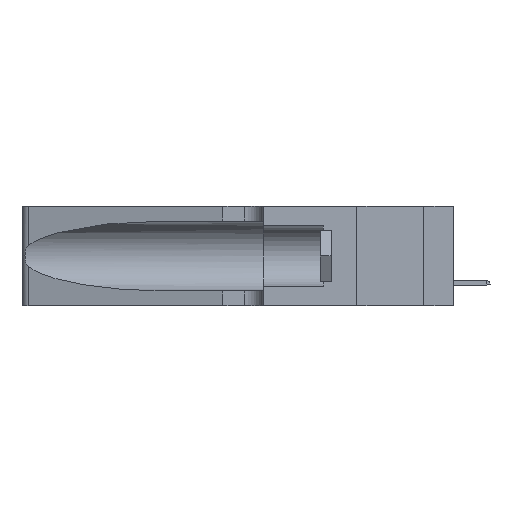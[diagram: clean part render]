
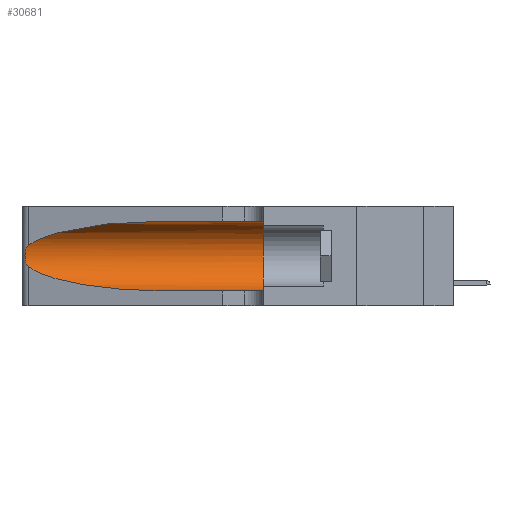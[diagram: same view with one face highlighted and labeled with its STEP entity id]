
A CAD part, left-side view. The second image highlights one B-rep face of the part: STEP entity #30681.
In plain terms, the highlighted cylindrical face has radius 3.308 mm (diameter 6.617 mm), a partial arc.
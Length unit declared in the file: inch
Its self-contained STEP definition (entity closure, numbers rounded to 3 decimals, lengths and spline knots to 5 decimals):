
#2276 = VECTOR ( 'NONE', #35834, 39.37008 ) ;
#2910 = CYLINDRICAL_SURFACE ( 'NONE', #9160, 0.13025 ) ;
#4118 = DIRECTION ( 'NONE',  ( 0., 0., 1. ) ) ;
#4505 = ORIENTED_EDGE ( 'NONE', *, *, #15800, .T. ) ;
#5651 = LINE ( 'NONE', #23311, #23624 ) ;
#5707 = CARTESIAN_POINT ( 'NONE',  ( 0.25487, 1.22718, 0.14631 ) ) ;
#5781 = CARTESIAN_POINT ( 'NONE',  ( 0.25789, 1.23486, 0.15765 ) ) ;
#5895 = VERTEX_POINT ( 'NONE', #23912 ) ;
#6269 = CARTESIAN_POINT ( 'NONE',  ( 0.1305, 0.72297, 0.05475 ) ) ;
#6442 = AXIS2_PLACEMENT_3D ( 'NONE', #7000, #12658, #4118 ) ;
#6510 = VERTEX_POINT ( 'NONE', #33464 ) ;
#6562 = CARTESIAN_POINT ( 'NONE',  ( 0.1305, 1.61858, 0.31525 ) ) ;
#7000 = CARTESIAN_POINT ( 'NONE',  ( 0.1305, 0.35, 0.185 ) ) ;
#7494 = EDGE_CURVE ( 'NONE', #10669, #6510, #17859, .T. ) ;
#8878 = CARTESIAN_POINT ( 'NONE',  ( 0.26075, 1.23896, 0.178 ) ) ;
#9160 = AXIS2_PLACEMENT_3D ( 'NONE', #14596, #17691, #26369 ) ;
#10669 = VERTEX_POINT ( 'NONE', #34420 ) ;
#10796 = EDGE_CURVE ( 'NONE', #10669, #12595, #37315, .T. ) ;
#12029 = CIRCLE ( 'NONE', #6442, 0.13025 ) ;
#12595 = VERTEX_POINT ( 'NONE', #35933 ) ;
#12658 = DIRECTION ( 'NONE',  ( 0., 1., 0. ) ) ;
#12662 = ORIENTED_EDGE ( 'NONE', *, *, #28597, .T. ) ;
#14352 = B_SPLINE_CURVE_WITH_KNOTS ( 'NONE', 3,
 ( #37957, #38169, #26524, #34661, #35248, #37766, #32328, #8878, #19956, #29633, #5781, #20724, #31738, #32524 ),
 .UNSPECIFIED., .F., .F.,
 ( 4, 2, 2, 2, 2, 2, 4 ),
 ( 0., 0.00027, 0.00053, 0.00107, 0.0016, 0.00187, 0.00214 ),
 .UNSPECIFIED. ) ;
#14399 = EDGE_CURVE ( 'NONE', #6510, #30436, #12029, .T. ) ;
#14443 = EDGE_LOOP ( 'NONE', ( #20596, #4505, #12662, #35134, #23980, #29862 ) ) ;
#14596 = CARTESIAN_POINT ( 'NONE',  ( 0.1305, 1.61858, 0.185 ) ) ;
#15800 = EDGE_CURVE ( 'NONE', #12595, #28303, #14352, .T. ) ;
#17691 = DIRECTION ( 'NONE',  ( 0., -1., 0. ) ) ;
#17859 = LINE ( 'NONE', #6562, #2276 ) ;
#19057 = CARTESIAN_POINT ( 'NONE',  ( 0.1305, 0.35, 0.05475 ) ) ;
#19956 = CARTESIAN_POINT ( 'NONE',  ( 0.26017, 1.23833, 0.17102 ) ) ;
#20093 = CARTESIAN_POINT ( 'NONE',  ( 0.18966, 0.96281, 0.31525 ) ) ;
#20596 = ORIENTED_EDGE ( 'NONE', *, *, #10796, .T. ) ;
#20724 = CARTESIAN_POINT ( 'NONE',  ( 0.25639, 1.23186, 0.15144 ) ) ;
#20946 = FACE_OUTER_BOUND ( 'NONE', #14443, .T. ) ;
#21023 = CARTESIAN_POINT ( 'NONE',  ( 0.2373, 1.15595, 0.08982 ) ) ;
#22987 = CARTESIAN_POINT ( 'NONE',  ( 0.1305, 0.72297, 0.31525 ) ) ;
#23311 = CARTESIAN_POINT ( 'NONE',  ( 0.1305, 1.61858, 0.05475 ) ) ;
#23624 = VECTOR ( 'NONE', #31802, 39.37008 ) ;
#23912 = CARTESIAN_POINT ( 'NONE',  ( 0.1305, 0.72297, 0.05475 ) ) ;
#23980 = ORIENTED_EDGE ( 'NONE', *, *, #14399, .F. ) ;
#26270 = CARTESIAN_POINT ( 'NONE',  ( 0.2373, 1.15595, 0.28018 ) ) ;
#26369 = DIRECTION ( 'NONE',  ( 0., 0., -1. ) ) ;
#26524 = CARTESIAN_POINT ( 'NONE',  ( 0.25639, 1.23184, 0.21858 ) ) ;
#28303 = VERTEX_POINT ( 'NONE', #33426 ) ;
#28597 = EDGE_CURVE ( 'NONE', #28303, #5895, #33138, .T. ) ;
#28997 = CARTESIAN_POINT ( 'NONE',  ( 0.25487, 1.22718, 0.22369 ) ) ;
#29633 = CARTESIAN_POINT ( 'NONE',  ( 0.25856, 1.23593, 0.16098 ) ) ;
#29862 = ORIENTED_EDGE ( 'NONE', *, *, #7494, .F. ) ;
#30436 = VERTEX_POINT ( 'NONE', #19057 ) ;
#30681 = ADVANCED_FACE ( 'NONE', ( #20946 ), #2910, .F. ) ;
#31738 = CARTESIAN_POINT ( 'NONE',  ( 0.25555, 1.22993, 0.14849 ) ) ;
#31802 = DIRECTION ( 'NONE',  ( 0., -1., 0. ) ) ;
#32328 = CARTESIAN_POINT ( 'NONE',  ( 0.26075, 1.23896, 0.19203 ) ) ;
#32524 = CARTESIAN_POINT ( 'NONE',  ( 0.25487, 1.22718, 0.14631 ) ) ;
#33138 =( BOUNDED_CURVE ( )  B_SPLINE_CURVE ( 3, ( #5707, #21023, #35920, #6269 ),
 .UNSPECIFIED., .F., .F. ) 
 B_SPLINE_CURVE_WITH_KNOTS ( ( 4, 4 ),
 ( 3.44316, 4.71239 ),
 .UNSPECIFIED. ) 
 CURVE ( )  GEOMETRIC_REPRESENTATION_ITEM ( )  RATIONAL_B_SPLINE_CURVE ( ( 1., 0.87, 0.87, 1. ) ) 
 REPRESENTATION_ITEM ( '' )  );
#33426 = CARTESIAN_POINT ( 'NONE',  ( 0.25487, 1.22718, 0.14631 ) ) ;
#33464 = CARTESIAN_POINT ( 'NONE',  ( 0.1305, 0.35, 0.31525 ) ) ;
#34420 = CARTESIAN_POINT ( 'NONE',  ( 0.1305, 0.72297, 0.31525 ) ) ;
#34661 = CARTESIAN_POINT ( 'NONE',  ( 0.25787, 1.23484, 0.2124 ) ) ;
#35134 = ORIENTED_EDGE ( 'NONE', *, *, #36119, .T. ) ;
#35248 = CARTESIAN_POINT ( 'NONE',  ( 0.25854, 1.2359, 0.20912 ) ) ;
#35834 = DIRECTION ( 'NONE',  ( 0., -1., 0. ) ) ;
#35920 = CARTESIAN_POINT ( 'NONE',  ( 0.18966, 0.96281, 0.05475 ) ) ;
#35933 = CARTESIAN_POINT ( 'NONE',  ( 0.25487, 1.22718, 0.22369 ) ) ;
#36119 = EDGE_CURVE ( 'NONE', #5895, #30436, #5651, .T. ) ;
#37315 =( BOUNDED_CURVE ( )  B_SPLINE_CURVE ( 3, ( #22987, #20093, #26270, #28997 ),
 .UNSPECIFIED., .F., .F. ) 
 B_SPLINE_CURVE_WITH_KNOTS ( ( 4, 4 ),
 ( 1.5708, 2.84003 ),
 .UNSPECIFIED. ) 
 CURVE ( )  GEOMETRIC_REPRESENTATION_ITEM ( )  RATIONAL_B_SPLINE_CURVE ( ( 1., 0.87, 0.87, 1. ) ) 
 REPRESENTATION_ITEM ( '' )  );
#37766 = CARTESIAN_POINT ( 'NONE',  ( 0.26018, 1.23835, 0.19895 ) ) ;
#37957 = CARTESIAN_POINT ( 'NONE',  ( 0.25487, 1.22718, 0.22369 ) ) ;
#38169 = CARTESIAN_POINT ( 'NONE',  ( 0.25555, 1.22994, 0.2215 ) ) ;
